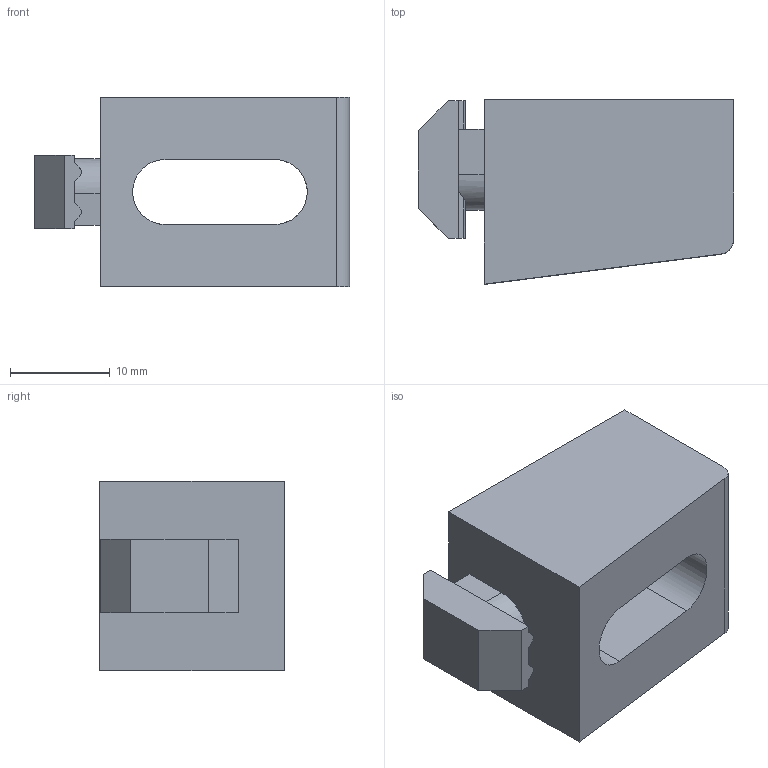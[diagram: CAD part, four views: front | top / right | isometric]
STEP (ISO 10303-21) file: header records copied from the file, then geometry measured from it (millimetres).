
FILE_DESCRIPTION (( 'STEP AP214' ), '1' );
FILE_NAME ('094002m6.STEP', '2013-01-15T10:52:30', ( '' ), ( '' ), 'SwSTEP 2.0', 'SolidWorks 2012', '' );
FILE_SCHEMA (( 'AUTOMOTIVE_DESIGN' ));
Length unit declared in the file: millimetre
Products named in the file (1): 094002m6
Bounding box: 31.6 x 18.5 x 19 mm (x, y, z)
Volume: 6729.6 mm3; surface area: 3249.3 mm2
Topology: 1 solids, 1 shells, 40 faces, 111 edges, 74 vertices
Faces by surface type: plane 31, cylinder 9
Entity records: 1319 total; most frequent: CARTESIAN_POINT 258, ORIENTED_EDGE 222, DIRECTION 201, EDGE_CURVE 111, LINE 87, VECTOR 87, VERTEX_POINT 74, AXIS2_PLACEMENT_3D 57
